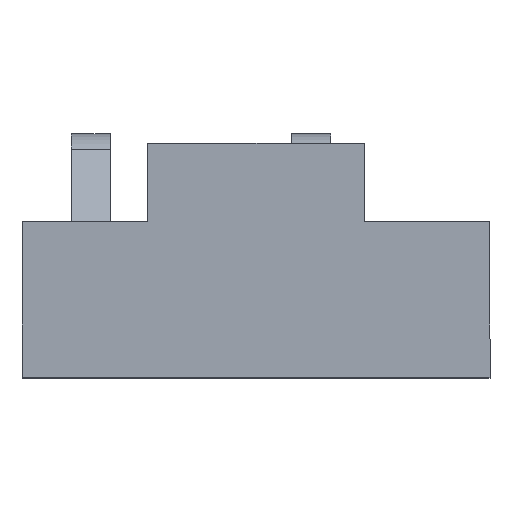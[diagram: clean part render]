
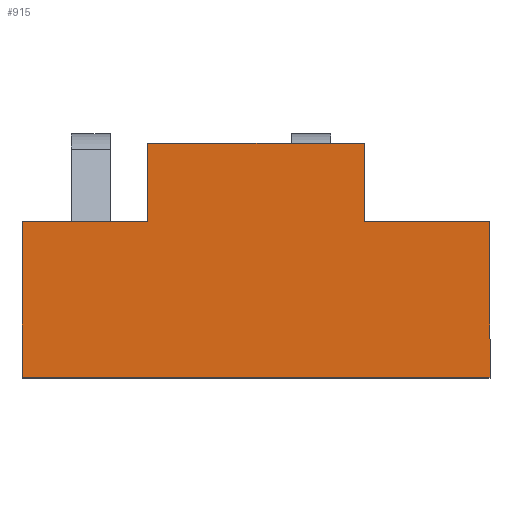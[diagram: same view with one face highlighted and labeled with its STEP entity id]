
A CAD part, top view. The second image highlights one B-rep face of the part: STEP entity #915.
In plain terms, the highlighted planar face has unit normal (0, 0, 1).
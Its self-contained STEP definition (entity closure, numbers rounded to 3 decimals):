
#655=CARTESIAN_POINT('',(-1.25,0.45,8.17));
#656=VERTEX_POINT('',#655);
#671=CARTESIAN_POINT('',(-2.7,0.45,8.17));
#672=VERTEX_POINT('',#671);
#679=CARTESIAN_POINT('',(-1.25,0.45,8.17));
#680=DIRECTION('',(-1.0,0.0,0.0));
#681=VECTOR('',#680,1.45);
#682=LINE('',#679,#681);
#683=EDGE_CURVE('',#656,#672,#682,.T.);
#693=CARTESIAN_POINT('',(1.25,0.45,8.17));
#694=VERTEX_POINT('',#693);
#703=CARTESIAN_POINT('',(2.7,0.45,8.17));
#704=VERTEX_POINT('',#703);
#705=CARTESIAN_POINT('',(2.7,0.45,8.17));
#706=DIRECTION('',(-1.0,0.0,0.0));
#707=VECTOR('',#706,1.45);
#708=LINE('',#705,#707);
#709=EDGE_CURVE('',#704,#694,#708,.T.);
#734=CARTESIAN_POINT('',(2.7,-1.35,8.17));
#735=VERTEX_POINT('',#734);
#736=CARTESIAN_POINT('',(2.7,0.45,8.17));
#737=DIRECTION('',(0.0,-1.0,0.0));
#738=VECTOR('',#737,1.8);
#739=LINE('',#736,#738);
#740=EDGE_CURVE('',#704,#735,#739,.T.);
#773=CARTESIAN_POINT('',(-2.7,-1.35,8.17));
#774=VERTEX_POINT('',#773);
#781=CARTESIAN_POINT('',(-2.7,-1.35,8.17));
#782=DIRECTION('',(0.0,1.0,0.0));
#783=VECTOR('',#782,1.8);
#784=LINE('',#781,#783);
#785=EDGE_CURVE('',#774,#672,#784,.T.);
#795=CARTESIAN_POINT('',(2.7,-1.35,8.17));
#796=DIRECTION('',(-1.0,0.0,0.0));
#797=VECTOR('',#796,5.4);
#798=LINE('',#795,#797);
#799=EDGE_CURVE('',#735,#774,#798,.T.);
#819=CARTESIAN_POINT('',(1.25,1.35,8.17));
#820=VERTEX_POINT('',#819);
#827=CARTESIAN_POINT('',(1.25,1.35,8.17));
#828=DIRECTION('',(0.0,-1.0,0.0));
#829=VECTOR('',#828,0.9);
#830=LINE('',#827,#829);
#831=EDGE_CURVE('',#820,#694,#830,.T.);
#848=CARTESIAN_POINT('',(-1.25,1.35,8.17));
#849=VERTEX_POINT('',#848);
#865=CARTESIAN_POINT('',(-1.25,0.45,8.17));
#866=DIRECTION('',(0.0,1.0,0.0));
#867=VECTOR('',#866,0.9);
#868=LINE('',#865,#867);
#869=EDGE_CURVE('',#656,#849,#868,.T.);
#895=CARTESIAN_POINT('',(0.,0.9,8.17));
#896=DIRECTION('',(0.0,0.0,-1.0));
#897=DIRECTION('',(-1.0,0.0,0.0));
#898=AXIS2_PLACEMENT_3D('',#895,#896,#897);
#899=PLANE('',#898);
#900=CARTESIAN_POINT('',(1.25,1.35,8.17));
#901=DIRECTION('',(-1.0,0.0,0.0));
#902=VECTOR('',#901,2.5);
#903=LINE('',#900,#902);
#904=EDGE_CURVE('',#820,#849,#903,.T.);
#905=ORIENTED_EDGE('',*,*,#904,.T.);
#906=ORIENTED_EDGE('',*,*,#869,.F.);
#907=ORIENTED_EDGE('',*,*,#683,.T.);
#908=ORIENTED_EDGE('',*,*,#785,.F.);
#909=ORIENTED_EDGE('',*,*,#799,.F.);
#910=ORIENTED_EDGE('',*,*,#740,.F.);
#911=ORIENTED_EDGE('',*,*,#709,.T.);
#912=ORIENTED_EDGE('',*,*,#831,.F.);
#913=EDGE_LOOP('',(#905,#906,#907,#908,#909,#910,#911,#912));
#914=FACE_OUTER_BOUND('',#913,.T.);
#915=ADVANCED_FACE('',(#914),#899,.F.);
